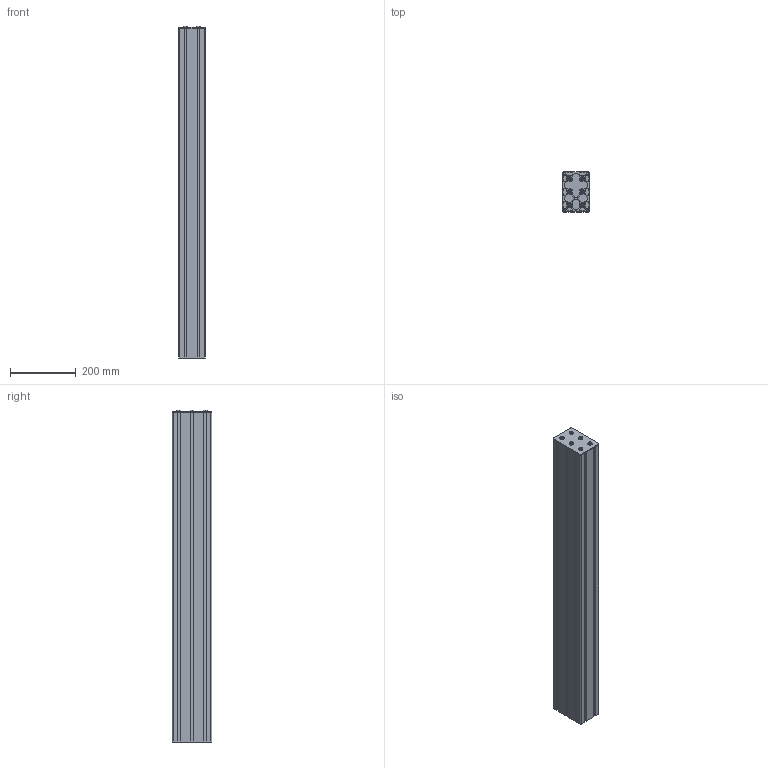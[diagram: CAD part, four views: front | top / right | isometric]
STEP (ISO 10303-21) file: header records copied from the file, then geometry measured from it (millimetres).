
FILE_DESCRIPTION(('HOOPS Exchange Step'),'2;1');
FILE_NAME('export-AB7D4AB6-9CE0-4837-980A-4B6351928669.stp','2022-04-02T15:37:58+02:00',('Engineering'),('Alibre'),'HOOPS Exchange 2021.0','Alibre','Unknown authorisation');
FILE_SCHEMA( ('AP242_MANAGED_MODEL_BASED_3D_ENGINEERING_MIM_LF {1 0 10303 442 1 1 4 }') );
Length unit declared in the file: millimetre
Products named in the file (5): 1943 MayTec Profile 80x120 10E, SP (Heavy); 1304 Maytec Threaded Insert M14-M8 L=30mm; 5885 DCNC 80x120x3mm bracket; 801 ISO 7380 Metric Screws ISO 7380 M8x12 -12.9; 5885 Example Endplate
Assembly tree (14 placements, depth 2):
  5885 Example Endplate
    1943 MayTec Profile 80x120 10E, SP (Heavy)
    1304 Maytec Threaded Insert M14-M8 L=30mm  x6
    5885 DCNC 80x120x3mm bracket
    801 ISO 7380 Metric Screws ISO 7380 M8x12 -12.9  x6
Bounding box: 80 x 120 x 1007.4 mm (x, y, z)
Volume: 2971843 mm3; surface area: 1643518.2 mm2
Topology: 14 solids, 14 shells, 535 faces, 1469 edges, 962 vertices
Faces by surface type: plane 284, cylinder 137, cone 72, torus 42
Full cylindrical faces by diameter (mm): 5 x4, 8.2 x6, 12 x6
Entity records: 10273 total; most frequent: CARTESIAN_POINT 1802, DIRECTION 1783, ORIENTED_EDGE 1744, EDGE_CURVE 872, AXIS2_PLACEMENT_3D 604, VERTEX_POINT 587, VECTOR 575, LINE 575
